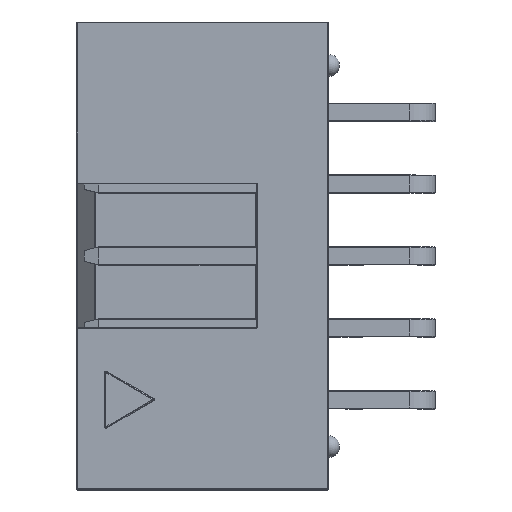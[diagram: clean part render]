
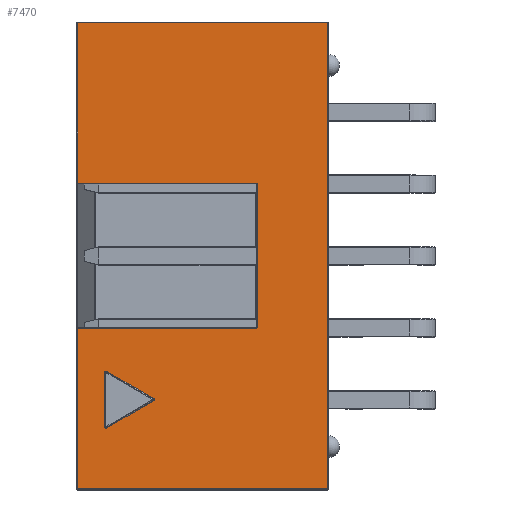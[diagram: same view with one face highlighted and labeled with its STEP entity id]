
A CAD part, top view. The second image highlights one B-rep face of the part: STEP entity #7470.
In plain terms, the highlighted face is planar.
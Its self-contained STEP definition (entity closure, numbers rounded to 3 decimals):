
#69=FACE_BOUND('',#1299,.T.);
#425=PLANE('',#8291);
#835=FACE_OUTER_BOUND('',#1298,.T.);
#1298=EDGE_LOOP('',(#6081,#6082,#6083,#6084,#6085,#6086,#6087,#6088,#6089,
#6090));
#1299=EDGE_LOOP('',(#6091,#6092,#6093,#6094,#6095,#6096));
#1553=CIRCLE('',#7880,0.051);
#1557=CIRCLE('',#7885,0.051);
#1566=CIRCLE('',#7896,0.051);
#1676=CIRCLE('',#8096,0.051);
#1720=CIRCLE('',#8160,0.051);
#1842=LINE('',#10833,#2492);
#1844=LINE('',#10836,#2494);
#1854=LINE('',#10851,#2504);
#1942=LINE('',#11871,#2592);
#1951=LINE('',#11912,#2601);
#1953=LINE('',#11915,#2603);
#1957=LINE('',#11921,#2607);
#1962=LINE('',#11929,#2612);
#1973=LINE('',#11945,#2623);
#1978=LINE('',#11953,#2628);
#1998=LINE('',#11983,#2648);
#2492=VECTOR('',#8848,10.);
#2494=VECTOR('',#8852,10.);
#2504=VECTOR('',#8872,10.);
#2592=VECTOR('',#9534,10.);
#2601=VECTOR('',#9583,10.);
#2603=VECTOR('',#9587,10.);
#2607=VECTOR('',#9595,10.);
#2612=VECTOR('',#9606,10.);
#2623=VECTOR('',#9627,10.);
#2628=VECTOR('',#9638,10.);
#2648=VECTOR('',#9678,10.);
#3222=VERTEX_POINT('',#10799);
#3223=VERTEX_POINT('',#10800);
#3226=VERTEX_POINT('',#10808);
#3227=VERTEX_POINT('',#10809);
#3235=VERTEX_POINT('',#10827);
#3236=VERTEX_POINT('',#10829);
#3377=VERTEX_POINT('',#11620);
#3378=VERTEX_POINT('',#11621);
#3397=VERTEX_POINT('',#11737);
#3423=VERTEX_POINT('',#11810);
#3424=VERTEX_POINT('',#11812);
#3433=VERTEX_POINT('',#11840);
#3442=VERTEX_POINT('',#11864);
#3448=VERTEX_POINT('',#11890);
#3453=VERTEX_POINT('',#11900);
#3456=VERTEX_POINT('',#11907);
#3947=EDGE_CURVE('',#3222,#3223,#1553,.T.);
#3951=EDGE_CURVE('',#3226,#3227,#1557,.T.);
#3960=EDGE_CURVE('',#3235,#3236,#1566,.T.);
#3962=EDGE_CURVE('',#3227,#3235,#1842,.T.);
#3964=EDGE_CURVE('',#3236,#3222,#1844,.T.);
#3974=EDGE_CURVE('',#3223,#3226,#1854,.T.);
#4173=EDGE_CURVE('',#3377,#3378,#1676,.T.);
#4237=EDGE_CURVE('',#3423,#3424,#1720,.T.);
#4265=EDGE_CURVE('',#3442,#3423,#1942,.T.);
#4286=EDGE_CURVE('',#3448,#3456,#1951,.T.);
#4288=EDGE_CURVE('',#3456,#3453,#1953,.T.);
#4292=EDGE_CURVE('',#3453,#3442,#1957,.T.);
#4297=EDGE_CURVE('',#3433,#3448,#1962,.T.);
#4308=EDGE_CURVE('',#3397,#3433,#1973,.T.);
#4313=EDGE_CURVE('',#3424,#3377,#1978,.T.);
#4333=EDGE_CURVE('',#3378,#3397,#1998,.T.);
#6081=ORIENTED_EDGE('',*,*,#4286,.F.);
#6082=ORIENTED_EDGE('',*,*,#4297,.F.);
#6083=ORIENTED_EDGE('',*,*,#4308,.F.);
#6084=ORIENTED_EDGE('',*,*,#4333,.F.);
#6085=ORIENTED_EDGE('',*,*,#4173,.F.);
#6086=ORIENTED_EDGE('',*,*,#4313,.F.);
#6087=ORIENTED_EDGE('',*,*,#4237,.F.);
#6088=ORIENTED_EDGE('',*,*,#4265,.F.);
#6089=ORIENTED_EDGE('',*,*,#4292,.F.);
#6090=ORIENTED_EDGE('',*,*,#4288,.F.);
#6091=ORIENTED_EDGE('',*,*,#3960,.F.);
#6092=ORIENTED_EDGE('',*,*,#3962,.F.);
#6093=ORIENTED_EDGE('',*,*,#3951,.F.);
#6094=ORIENTED_EDGE('',*,*,#3974,.F.);
#6095=ORIENTED_EDGE('',*,*,#3947,.F.);
#6096=ORIENTED_EDGE('',*,*,#3964,.F.);
#7470=ADVANCED_FACE('',(#835,#69),#425,.T.);
#7880=AXIS2_PLACEMENT_3D('',#10801,#8810,#8811);
#7885=AXIS2_PLACEMENT_3D('',#10810,#8820,#8821);
#7896=AXIS2_PLACEMENT_3D('',#10830,#8842,#8843);
#8096=AXIS2_PLACEMENT_3D('',#11622,#9318,#9319);
#8160=AXIS2_PLACEMENT_3D('',#11813,#9464,#9465);
#8291=AXIS2_PLACEMENT_3D('',#12185,#9893,#9894);
#8810=DIRECTION('center_axis',(0.,1.,0.));
#8811=DIRECTION('ref_axis',(-0.866,0.,0.5));
#8820=DIRECTION('center_axis',(0.,1.,0.));
#8821=DIRECTION('ref_axis',(0.866,0.,0.5));
#8842=DIRECTION('center_axis',(0.,1.,0.));
#8843=DIRECTION('ref_axis',(0.,0.,-1.));
#8848=DIRECTION('',(-0.5,0.,-0.866));
#8852=DIRECTION('',(-0.5,0.,0.866));
#8872=DIRECTION('',(1.,0.,0.));
#9318=DIRECTION('center_axis',(0.,1.,0.));
#9319=DIRECTION('ref_axis',(-0.707,0.,-0.707));
#9464=DIRECTION('center_axis',(0.,1.,0.));
#9465=DIRECTION('ref_axis',(0.707,0.,-0.707));
#9534=DIRECTION('',(0.,0.,-1.));
#9583=DIRECTION('',(1.,0.,0.));
#9587=DIRECTION('',(0.,0.,1.));
#9595=DIRECTION('',(-1.,0.,0.));
#9606=DIRECTION('',(0.,0.,-1.));
#9627=DIRECTION('',(-1.,0.,0.));
#9638=DIRECTION('',(-1.,0.,0.));
#9678=DIRECTION('',(0.,0.,1.));
#9893=DIRECTION('center_axis',(0.,1.,0.));
#9894=DIRECTION('ref_axis',(-1.,0.,0.));
#10799=CARTESIAN_POINT('',(4.08,4.445,7.839));
#10800=CARTESIAN_POINT('',(4.124,4.445,7.915));
#10801=CARTESIAN_POINT('Origin',(4.124,4.445,7.865));
#10808=CARTESIAN_POINT('',(6.036,4.445,7.915));
#10809=CARTESIAN_POINT('',(6.08,4.445,7.839));
#10810=CARTESIAN_POINT('Origin',(6.036,4.445,7.865));
#10827=CARTESIAN_POINT('',(5.124,4.445,6.183));
#10829=CARTESIAN_POINT('',(5.036,4.445,6.183));
#10830=CARTESIAN_POINT('Origin',(5.08,4.445,6.209));
#10833=CARTESIAN_POINT('',(4.666,4.445,5.389));
#10836=CARTESIAN_POINT('',(6.788,4.445,3.149));
#10851=CARTESIAN_POINT('',(6.168,4.445,7.915));
#11620=CARTESIAN_POINT('',(-2.515,4.445,2.515));
#11621=CARTESIAN_POINT('',(-2.565,4.445,2.565));
#11622=CARTESIAN_POINT('Origin',(-2.515,4.445,2.565));
#11737=CARTESIAN_POINT('',(-2.565,4.445,8.865));
#11810=CARTESIAN_POINT('',(2.565,4.445,2.565));
#11812=CARTESIAN_POINT('',(2.515,4.445,2.515));
#11813=CARTESIAN_POINT('Origin',(2.515,4.445,2.565));
#11840=CARTESIAN_POINT('',(-8.23,4.445,8.865));
#11864=CARTESIAN_POINT('',(2.565,4.445,8.865));
#11871=CARTESIAN_POINT('',(2.565,4.445,1.27));
#11890=CARTESIAN_POINT('',(-8.23,4.445,0.025));
#11900=CARTESIAN_POINT('',(8.23,4.445,8.865));
#11907=CARTESIAN_POINT('',(8.23,4.445,0.025));
#11912=CARTESIAN_POINT('',(4.128,4.445,0.025));
#11915=CARTESIAN_POINT('',(8.23,4.445,0.));
#11921=CARTESIAN_POINT('',(4.128,4.445,8.865));
#11929=CARTESIAN_POINT('',(-8.23,4.445,0.));
#11945=CARTESIAN_POINT('',(4.128,4.445,8.865));
#11953=CARTESIAN_POINT('',(4.128,4.445,2.515));
#11983=CARTESIAN_POINT('',(-2.565,4.445,4.445));
#12185=CARTESIAN_POINT('Origin',(8.255,4.445,0.));
